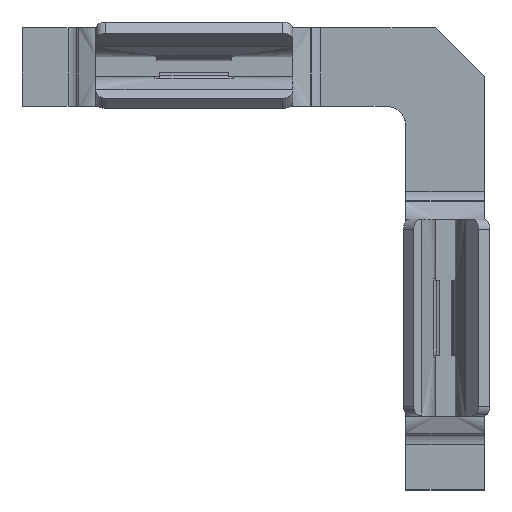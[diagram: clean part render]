
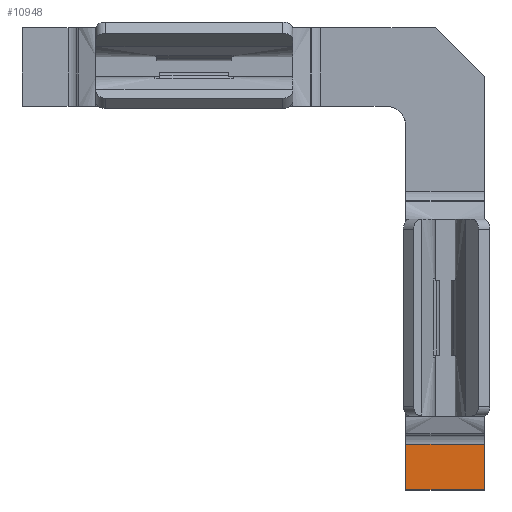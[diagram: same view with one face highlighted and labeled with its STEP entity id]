
A CAD part, top view. The second image highlights one B-rep face of the part: STEP entity #10948.
In plain terms, the highlighted free-form (B-spline) face has degree [1, 1] with [2, 2] control points.
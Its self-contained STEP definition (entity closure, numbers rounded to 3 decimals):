
#10542 = ( BOUNDED_SURFACE() B_SPLINE_SURFACE(2,1,(
    (#10543,#10544)
    ,(#10545,#10546)
    ,(#10547,#10548
)),.UNSPECIFIED.,.F.,.F.,.F.) B_SPLINE_SURFACE_WITH_KNOTS((3,3),(2,2),(
    3.142,3.785),(0.6,1.4),.PIECEWISE_BEZIER_KNOTS.) 
GEOMETRIC_REPRESENTATION_ITEM() RATIONAL_B_SPLINE_SURFACE((
    (1.,1.)
    ,(0.949,0.949)
,(1.,1.))) REPRESENTATION_ITEM('') SURFACE() );
#10543 = CARTESIAN_POINT('',(1.016,-9.508,0.457));
#10544 = CARTESIAN_POINT('',(-1.016,-9.508,0.457));
#10545 = CARTESIAN_POINT('',(1.016,-9.61,0.381));
#10546 = CARTESIAN_POINT('',(-1.016,-9.61,0.381));
#10547 = CARTESIAN_POINT('',(1.016,-9.737,0.381));
#10548 = CARTESIAN_POINT('',(-1.016,-9.737,0.381));
#10584 = VERTEX_POINT('',#10585);
#10585 = CARTESIAN_POINT('',(1.016,-9.737,0.381));
#10606 = EDGE_CURVE('',#10584,#10607,#10609,.T.);
#10607 = VERTEX_POINT('',#10608);
#10608 = CARTESIAN_POINT('',(-1.016,-9.737,0.381));
#10609 = SURFACE_CURVE('',#10610,(#10613,#10620),.PCURVE_S1.);
#10610 = B_SPLINE_CURVE_WITH_KNOTS('',1,(#10611,#10612),.UNSPECIFIED.,
  .F.,.F.,(2,2),(0.,0.8),.PIECEWISE_BEZIER_KNOTS.);
#10611 = CARTESIAN_POINT('',(1.016,-9.737,0.381));
#10612 = CARTESIAN_POINT('',(-1.016,-9.737,0.381));
#10613 = PCURVE('',#10542,#10614);
#10614 = DEFINITIONAL_REPRESENTATION('',(#10615),#10619);
#10615 = B_SPLINE_CURVE_WITH_KNOTS('',2,(#10616,#10617,#10618),
  .UNSPECIFIED.,.F.,.F.,(3,3),(0.,0.8),.PIECEWISE_BEZIER_KNOTS.);
#10616 = CARTESIAN_POINT('',(3.785,0.6));
#10617 = CARTESIAN_POINT('',(3.785,1.));
#10618 = CARTESIAN_POINT('',(3.785,1.4));
#10619 = ( GEOMETRIC_REPRESENTATION_CONTEXT(2) 
PARAMETRIC_REPRESENTATION_CONTEXT() REPRESENTATION_CONTEXT('2D SPACE',''
  ) );
#10620 = PCURVE('',#10621,#10626);
#10621 = B_SPLINE_SURFACE_WITH_KNOTS('',1,1,(
    (#10622,#10623)
    ,(#10624,#10625
    )),.UNSPECIFIED.,.F.,.F.,.F.,(2,2),(2,2),(0.,0.8),(0.,
    0.467),.PIECEWISE_BEZIER_KNOTS.);
#10622 = CARTESIAN_POINT('',(1.016,-9.737,0.381));
#10623 = CARTESIAN_POINT('',(1.016,-10.922,0.381));
#10624 = CARTESIAN_POINT('',(-1.016,-9.737,0.381));
#10625 = CARTESIAN_POINT('',(-1.016,-10.922,0.381));
#10626 = DEFINITIONAL_REPRESENTATION('',(#10627),#10630);
#10627 = B_SPLINE_CURVE_WITH_KNOTS('',1,(#10628,#10629),.UNSPECIFIED.,
  .F.,.F.,(2,2),(0.,0.8),.PIECEWISE_BEZIER_KNOTS.);
#10628 = CARTESIAN_POINT('',(0.,0.));
#10629 = CARTESIAN_POINT('',(0.8,0.));
#10630 = ( GEOMETRIC_REPRESENTATION_CONTEXT(2) 
PARAMETRIC_REPRESENTATION_CONTEXT() REPRESENTATION_CONTEXT('2D SPACE',''
  ) );
#10705 = B_SPLINE_SURFACE_WITH_KNOTS('',1,1,(
    (#10706,#10707)
    ,(#10708,#10709
    )),.UNSPECIFIED.,.F.,.F.,.F.,(2,2),(2,2),(-0.233,
    0.233),(-0.075,0.075),.PIECEWISE_BEZIER_KNOTS.);
#10706 = CARTESIAN_POINT('',(1.016,-9.737,0.)
  );
#10707 = CARTESIAN_POINT('',(1.016,-9.737,0.381));
#10708 = CARTESIAN_POINT('',(1.016,-10.922,0.));
#10709 = CARTESIAN_POINT('',(1.016,-10.922,0.381));
#10869 = B_SPLINE_SURFACE_WITH_KNOTS('',1,1,(
    (#10870,#10871)
    ,(#10872,#10873
    )),.UNSPECIFIED.,.F.,.F.,.F.,(2,2),(2,2),(-0.233,
    0.233),(-0.075,0.075),.PIECEWISE_BEZIER_KNOTS.);
#10870 = CARTESIAN_POINT('',(-1.016,-9.737,0.)
  );
#10871 = CARTESIAN_POINT('',(-1.016,-9.737,0.381));
#10872 = CARTESIAN_POINT('',(-1.016,-10.922,0.));
#10873 = CARTESIAN_POINT('',(-1.016,-10.922,0.381));
#10885 = EDGE_CURVE('',#10607,#10886,#10888,.T.);
#10886 = VERTEX_POINT('',#10887);
#10887 = CARTESIAN_POINT('',(-1.016,-10.922,0.381));
#10888 = SURFACE_CURVE('',#10889,(#10892,#10898),.PCURVE_S1.);
#10889 = B_SPLINE_CURVE_WITH_KNOTS('',1,(#10890,#10891),.UNSPECIFIED.,
  .F.,.F.,(2,2),(0.,0.467),.PIECEWISE_BEZIER_KNOTS.);
#10890 = CARTESIAN_POINT('',(-1.016,-9.737,0.381));
#10891 = CARTESIAN_POINT('',(-1.016,-10.922,0.381));
#10892 = PCURVE('',#10869,#10893);
#10893 = DEFINITIONAL_REPRESENTATION('',(#10894),#10897);
#10894 = B_SPLINE_CURVE_WITH_KNOTS('',1,(#10895,#10896),.UNSPECIFIED.,
  .F.,.F.,(2,2),(0.,0.467),.PIECEWISE_BEZIER_KNOTS.);
#10895 = CARTESIAN_POINT('',(-0.233,0.075));
#10896 = CARTESIAN_POINT('',(0.233,0.075));
#10897 = ( GEOMETRIC_REPRESENTATION_CONTEXT(2) 
PARAMETRIC_REPRESENTATION_CONTEXT() REPRESENTATION_CONTEXT('2D SPACE',''
  ) );
#10898 = PCURVE('',#10621,#10899);
#10899 = DEFINITIONAL_REPRESENTATION('',(#10900),#10903);
#10900 = B_SPLINE_CURVE_WITH_KNOTS('',1,(#10901,#10902),.UNSPECIFIED.,
  .F.,.F.,(2,2),(0.,0.467),.PIECEWISE_BEZIER_KNOTS.);
#10901 = CARTESIAN_POINT('',(0.8,0.));
#10902 = CARTESIAN_POINT('',(0.8,0.467));
#10903 = ( GEOMETRIC_REPRESENTATION_CONTEXT(2) 
PARAMETRIC_REPRESENTATION_CONTEXT() REPRESENTATION_CONTEXT('2D SPACE',''
  ) );
#10919 = B_SPLINE_SURFACE_WITH_KNOTS('',1,1,(
    (#10920,#10921)
    ,(#10922,#10923
    )),.UNSPECIFIED.,.F.,.F.,.F.,(2,2),(2,2),(-0.4,0.4),(-0.075,
    0.075),.PIECEWISE_BEZIER_KNOTS.);
#10920 = CARTESIAN_POINT('',(1.016,-10.922,0.));
#10921 = CARTESIAN_POINT('',(1.016,-10.922,0.381));
#10922 = CARTESIAN_POINT('',(-1.016,-10.922,0.));
#10923 = CARTESIAN_POINT('',(-1.016,-10.922,0.381));
#10948 = ADVANCED_FACE('',(#10949),#10621,.T.);
#10949 = FACE_BOUND('',#10950,.F.);
#10950 = EDGE_LOOP('',(#10951,#10952,#10972,#10990));
#10951 = ORIENTED_EDGE('',*,*,#10606,.F.);
#10952 = ORIENTED_EDGE('',*,*,#10953,.T.);
#10953 = EDGE_CURVE('',#10584,#10954,#10956,.T.);
#10954 = VERTEX_POINT('',#10955);
#10955 = CARTESIAN_POINT('',(1.016,-10.922,0.381));
#10956 = SURFACE_CURVE('',#10957,(#10960,#10966),.PCURVE_S1.);
#10957 = B_SPLINE_CURVE_WITH_KNOTS('',1,(#10958,#10959),.UNSPECIFIED.,
  .F.,.F.,(2,2),(0.,0.467),.PIECEWISE_BEZIER_KNOTS.);
#10958 = CARTESIAN_POINT('',(1.016,-9.737,0.381));
#10959 = CARTESIAN_POINT('',(1.016,-10.922,0.381));
#10960 = PCURVE('',#10621,#10961);
#10961 = DEFINITIONAL_REPRESENTATION('',(#10962),#10965);
#10962 = B_SPLINE_CURVE_WITH_KNOTS('',1,(#10963,#10964),.UNSPECIFIED.,
  .F.,.F.,(2,2),(0.,0.467),.PIECEWISE_BEZIER_KNOTS.);
#10963 = CARTESIAN_POINT('',(0.,0.));
#10964 = CARTESIAN_POINT('',(0.,0.467));
#10965 = ( GEOMETRIC_REPRESENTATION_CONTEXT(2) 
PARAMETRIC_REPRESENTATION_CONTEXT() REPRESENTATION_CONTEXT('2D SPACE',''
  ) );
#10966 = PCURVE('',#10705,#10967);
#10967 = DEFINITIONAL_REPRESENTATION('',(#10968),#10971);
#10968 = B_SPLINE_CURVE_WITH_KNOTS('',1,(#10969,#10970),.UNSPECIFIED.,
  .F.,.F.,(2,2),(0.,0.467),.PIECEWISE_BEZIER_KNOTS.);
#10969 = CARTESIAN_POINT('',(-0.233,0.075));
#10970 = CARTESIAN_POINT('',(0.233,0.075));
#10971 = ( GEOMETRIC_REPRESENTATION_CONTEXT(2) 
PARAMETRIC_REPRESENTATION_CONTEXT() REPRESENTATION_CONTEXT('2D SPACE',''
  ) );
#10972 = ORIENTED_EDGE('',*,*,#10973,.T.);
#10973 = EDGE_CURVE('',#10954,#10886,#10974,.T.);
#10974 = SURFACE_CURVE('',#10975,(#10978,#10984),.PCURVE_S1.);
#10975 = B_SPLINE_CURVE_WITH_KNOTS('',1,(#10976,#10977),.UNSPECIFIED.,
  .F.,.F.,(2,2),(0.,0.8),.PIECEWISE_BEZIER_KNOTS.);
#10976 = CARTESIAN_POINT('',(1.016,-10.922,0.381));
#10977 = CARTESIAN_POINT('',(-1.016,-10.922,0.381));
#10978 = PCURVE('',#10621,#10979);
#10979 = DEFINITIONAL_REPRESENTATION('',(#10980),#10983);
#10980 = B_SPLINE_CURVE_WITH_KNOTS('',1,(#10981,#10982),.UNSPECIFIED.,
  .F.,.F.,(2,2),(0.,0.8),.PIECEWISE_BEZIER_KNOTS.);
#10981 = CARTESIAN_POINT('',(0.,0.467));
#10982 = CARTESIAN_POINT('',(0.8,0.467));
#10983 = ( GEOMETRIC_REPRESENTATION_CONTEXT(2) 
PARAMETRIC_REPRESENTATION_CONTEXT() REPRESENTATION_CONTEXT('2D SPACE',''
  ) );
#10984 = PCURVE('',#10919,#10985);
#10985 = DEFINITIONAL_REPRESENTATION('',(#10986),#10989);
#10986 = B_SPLINE_CURVE_WITH_KNOTS('',1,(#10987,#10988),.UNSPECIFIED.,
  .F.,.F.,(2,2),(0.,0.8),.PIECEWISE_BEZIER_KNOTS.);
#10987 = CARTESIAN_POINT('',(-0.4,0.075));
#10988 = CARTESIAN_POINT('',(0.4,0.075));
#10989 = ( GEOMETRIC_REPRESENTATION_CONTEXT(2) 
PARAMETRIC_REPRESENTATION_CONTEXT() REPRESENTATION_CONTEXT('2D SPACE',''
  ) );
#10990 = ORIENTED_EDGE('',*,*,#10885,.F.);
